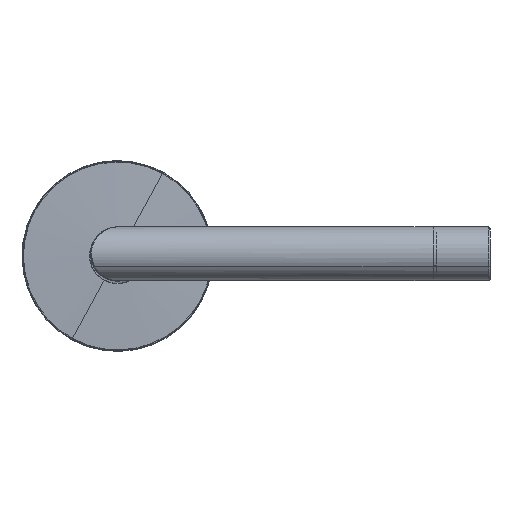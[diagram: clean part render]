
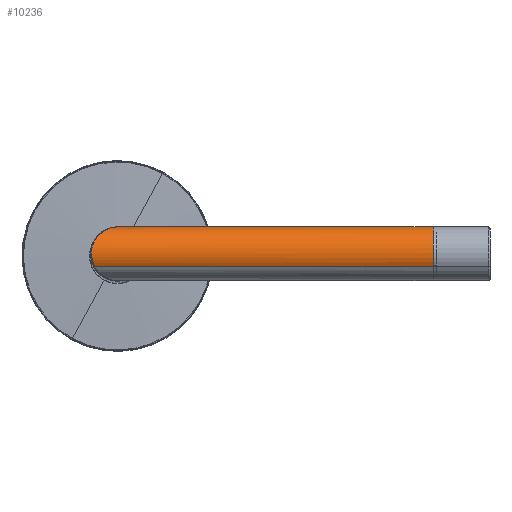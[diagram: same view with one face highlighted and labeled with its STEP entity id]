
A CAD part, top view. The second image highlights one B-rep face of the part: STEP entity #10236.
In plain terms, the highlighted cylindrical face has radius 17.5 mm (diameter 35 mm), a partial arc.
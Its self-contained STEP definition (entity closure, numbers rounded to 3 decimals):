
#6736=CARTESIAN_POINT(' ',(0.,17.5,0.));
#6737=VERTEX_POINT(' ',#6736);
#7771=CARTESIAN_POINT(' ',(-14.656,-8.39,15.358));
#7772=VERTEX_POINT(' ',#7771);
#7786=CARTESIAN_POINT(' ',(-14.656,-8.39,15.358));
#7791=CARTESIAN_POINT(' ',(-15.497,-6.78,16.239));
#7796=CARTESIAN_POINT(' ',(-16.133,-4.94,16.905));
#7801=CARTESIAN_POINT(' ',(-16.681,-1.618,17.48));
#7806=CARTESIAN_POINT(' ',(-16.752,-0.203,17.554));
#7811=CARTESIAN_POINT(' ',(-16.57,2.585,17.364));
#7816=CARTESIAN_POINT(' ',(-16.319,3.954,17.101));
#7821=CARTESIAN_POINT(' ',(-15.55,6.523,16.295));
#7826=CARTESIAN_POINT(' ',(-15.034,7.723,15.754));
#7831=CARTESIAN_POINT(' ',(-13.379,10.697,14.021));
#7836=CARTESIAN_POINT(' ',(-12.065,12.256,12.643));
#7841=CARTESIAN_POINT(' ',(-9.435,14.531,9.886));
#7846=CARTESIAN_POINT(' ',(-8.152,15.349,8.543));
#7851=CARTESIAN_POINT(' ',(-4.921,16.866,5.157));
#7856=CARTESIAN_POINT(' ',(-2.926,17.357,3.066));
#7861=CARTESIAN_POINT(' ',(-0.616,17.491,0.645));
#7866=CARTESIAN_POINT(' ',(-0.308,17.5,0.323));
#7871=CARTESIAN_POINT(' ',(0.,17.5,0.));
#7876=B_SPLINE_CURVE_WITH_KNOTS('',3,(#7786,#7791,#7796,#7801,#7806,#7811,#7816,#7821,#7826,#7831,#7836,#7841,#7846,#7851,#7856,#7861,#7866,#7871),.UNSPECIFIED.,.F.,.U.,(4,2,2,2,2,2,2,2,4),(0.,0.144,0.244,0.344,0.444,0.617,0.761,0.968,1.),.UNSPECIFIED.);
#7881=EDGE_CURVE(' ',#7772,#6737,#7876,.T.);
#8436=CARTESIAN_POINT(' ',(15.797,8.39,-15.358));
#8441=CARTESIAN_POINT(' ',(15.44,9.025,-15.011));
#8446=CARTESIAN_POINT(' ',(15.047,9.631,-14.629));
#8451=CARTESIAN_POINT(' ',(13.573,11.626,-13.196));
#8456=CARTESIAN_POINT(' ',(12.342,12.839,-11.999));
#8461=CARTESIAN_POINT(' ',(9.96,14.638,-9.683));
#8466=CARTESIAN_POINT(' ',(8.852,15.287,-8.606));
#8471=CARTESIAN_POINT(' ',(6.056,16.575,-5.888));
#8476=CARTESIAN_POINT(' ',(4.293,17.082,-4.174));
#8481=CARTESIAN_POINT(' ',(1.686,17.443,-1.639));
#8486=CARTESIAN_POINT(' ',(0.835,17.5,-0.812));
#8491=CARTESIAN_POINT(' ',(0.,17.5,0.));
#8496=B_SPLINE_CURVE_WITH_KNOTS('',3,(#8436,#8441,#8446,#8451,#8456,#8461,#8466,#8471,#8476,#8481,#8486,#8491),.UNSPECIFIED.,.F.,.U.,(4,2,2,2,2,4),(0.,0.1,0.349,0.556,0.855,1.),.UNSPECIFIED.);
#8501=CARTESIAN_POINT(' ',(15.797,8.39,-15.358));
#8502=VERTEX_POINT(' ',#8501);
#8506=EDGE_CURVE(' ',#8502,#6737,#8496,.T.);
#10086=CARTESIAN_POINT(' ',(111.,0.,0.));
#10091=DIRECTION(' ',(1.,0.,0.));
#10096=DIRECTION(' ',(0.,0.479,-0.878));
#10101=AXIS2_PLACEMENT_3D(' ',#10086,#10091,#10096);
#10106=CYLINDRICAL_SURFACE(' ',#10101,17.5);
#10111=CARTESIAN_POINT(' ',(15.797,8.39,-15.358));
#10116=DIRECTION(' ',(1.,0.,0.));
#10121=VECTOR(' ',#10116,1.);
#10126=LINE('',#10111,#10121);
#10131=CARTESIAN_POINT(' ',(205.,8.39,-15.358));
#10132=VERTEX_POINT(' ',#10131);
#10136=EDGE_CURVE(' ',#8502,#10132,#10126,.T.);
#10141=ORIENTED_EDGE(' ',*,*,#10136,.F.);
#10146=ORIENTED_EDGE(' ',*,*,#8506,.T.);
#10151=ORIENTED_EDGE(' ',*,*,#7881,.F.);
#10156=CARTESIAN_POINT(' ',(-14.656,-8.39,15.358));
#10161=DIRECTION(' ',(1.,0.,0.));
#10166=VECTOR(' ',#10161,1.);
#10171=LINE('',#10156,#10166);
#10176=CARTESIAN_POINT(' ',(205.,-8.39,15.358));
#10177=VERTEX_POINT(' ',#10176);
#10181=EDGE_CURVE(' ',#7772,#10177,#10171,.T.);
#10186=ORIENTED_EDGE(' ',*,*,#10181,.T.);
#10191=CARTESIAN_POINT(' ',(205.,0.,0.));
#10196=DIRECTION(' ',(1.,0.,0.));
#10201=DIRECTION(' ',(0.,0.479,-0.878));
#10206=AXIS2_PLACEMENT_3D(' ',#10191,#10196,#10201);
#10211=CIRCLE('',#10206,17.5);
#10216=EDGE_CURVE(' ',#10132,#10177,#10211,.T.);
#10221=ORIENTED_EDGE(' ',*,*,#10216,.F.);
#10226=EDGE_LOOP(' ',(#10141,#10146,#10151,#10186,#10221));
#10231=FACE_OUTER_BOUND(' ',#10226,.T.);
#10236=ADVANCED_FACE('',(#10231),#10106,.T.);
